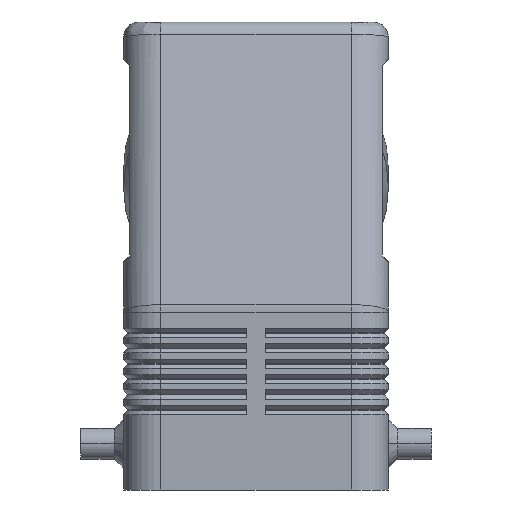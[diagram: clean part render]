
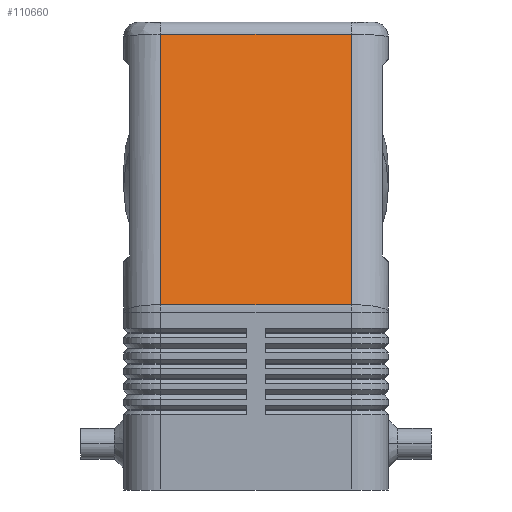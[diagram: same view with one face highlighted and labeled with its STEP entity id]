
A CAD part, left-side view. The second image highlights one B-rep face of the part: STEP entity #110660.
In plain terms, the highlighted planar face has unit normal (-0.98, 0, 0.2).
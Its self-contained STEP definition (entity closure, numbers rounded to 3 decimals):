
#1930=CARTESIAN_POINT('',(-50.909,15.5,74.));
#1940=VERTEX_POINT('',#1930);
#1970=CARTESIAN_POINT('',(-59.879,15.5,30.094));
#1980=DIRECTION('',(0.2,0.,0.98));
#1990=VECTOR('',#1980,1.);
#2000=LINE('',#1970,#1990);
#2010=CARTESIAN_POINT('',(-59.879,15.5,30.094));
#2020=VERTEX_POINT('',#2010);
#2030=EDGE_CURVE('',#2020,#1940,#2000,.T.);
#2820=CARTESIAN_POINT('',(-50.909,-15.5,74.));
#2830=VERTEX_POINT('',#2820);
#2860=CARTESIAN_POINT('',(-50.909,15.5,74.));
#2870=DIRECTION('',(0.,-1.,0.));
#2880=VECTOR('',#2870,1.);
#2890=LINE('',#2860,#2880);
#2900=EDGE_CURVE('',#1940,#2830,#2890,.T.);
#3570=CARTESIAN_POINT('',(-59.879,-15.5,30.094));
#3580=DIRECTION('',(0.,1.,0.));
#3590=VECTOR('',#3580,1.);
#3600=LINE('',#3570,#3590);
#3610=CARTESIAN_POINT('',(-59.879,-15.5,30.094));
#3620=VERTEX_POINT('',#3610);
#3630=EDGE_CURVE('',#3620,#2020,#3600,.T.);
#5900=CARTESIAN_POINT('',(-50.909,-15.5,74.));
#5910=DIRECTION('',(-0.2,0.,-0.98));
#5920=VECTOR('',#5910,1.);
#5930=LINE('',#5900,#5920);
#5940=EDGE_CURVE('',#2830,#3620,#5930,.T.);
#110550=CARTESIAN_POINT('',(-60.776,-18.6,25.704));
#110560=DIRECTION('',(-0.98,0.,0.2));
#110570=DIRECTION('',(0.2,0.,0.98));
#110580=AXIS2_PLACEMENT_3D('',#110550,#110560,#110570);
#110590=PLANE('',#110580);
#110600=ORIENTED_EDGE('',*,*,#3630,.F.);
#110610=ORIENTED_EDGE('',*,*,#2030,.F.);
#110620=ORIENTED_EDGE('',*,*,#2900,.F.);
#110630=ORIENTED_EDGE('',*,*,#5940,.F.);
#110640=EDGE_LOOP('',(#110630,#110620,#110610,#110600));
#110650=FACE_OUTER_BOUND('',#110640,.T.);
#110660=ADVANCED_FACE('',(#110650),#110590,.T.);
